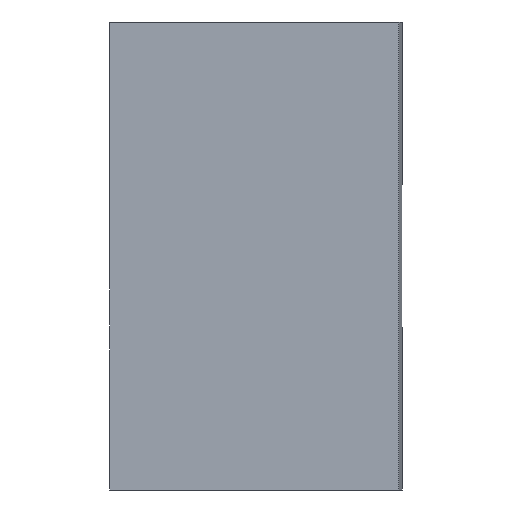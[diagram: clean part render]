
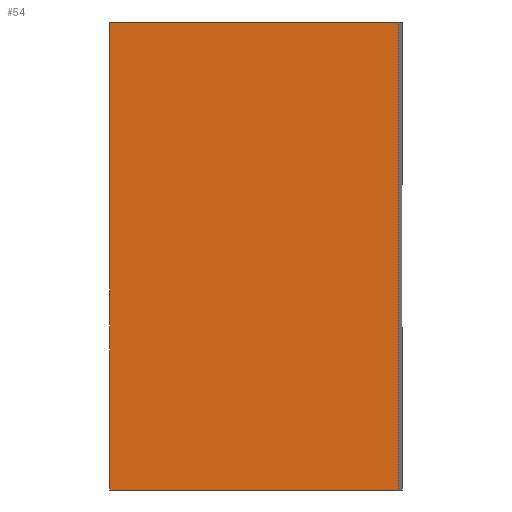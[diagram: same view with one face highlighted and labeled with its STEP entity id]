
A CAD part, left-side view. The second image highlights one B-rep face of the part: STEP entity #54.
In plain terms, the highlighted planar face has unit normal (-1, 0, 0).
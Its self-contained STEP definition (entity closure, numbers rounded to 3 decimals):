
#54 = ADVANCED_FACE( '', ( #107 ), #108, .F. );
#107 = FACE_OUTER_BOUND( '', #157, .T. );
#108 = PLANE( '', #158 );
#157 = EDGE_LOOP( '', ( #254, #255, #256, #257 ) );
#158 = AXIS2_PLACEMENT_3D( '', #258, #259, #260 );
#254 = ORIENTED_EDGE( '', *, *, #351, .T. );
#255 = ORIENTED_EDGE( '', *, *, #349, .F. );
#256 = ORIENTED_EDGE( '', *, *, #311, .F. );
#257 = ORIENTED_EDGE( '', *, *, #352, .T. );
#258 = CARTESIAN_POINT( '', ( 0., 0., 16. ) );
#259 = DIRECTION( '', ( 1., 0., 0. ) );
#260 = DIRECTION( '', ( 0., 0., -1. ) );
#311 = EDGE_CURVE( '', #364, #365, #366, .T. );
#349 = EDGE_CURVE( '', #365, #424, #426, .T. );
#351 = EDGE_CURVE( '', #428, #424, #429, .T. );
#352 = EDGE_CURVE( '', #364, #428, #430, .T. );
#364 = VERTEX_POINT( '', #443 );
#365 = VERTEX_POINT( '', #444 );
#366 = LINE( '', #445, #446 );
#424 = VERTEX_POINT( '', #548 );
#426 = LINE( '', #550, #551 );
#428 = VERTEX_POINT( '', #553 );
#429 = LINE( '', #554, #555 );
#430 = LINE( '', #556, #557 );
#443 = CARTESIAN_POINT( '', ( 0., 0., 16. ) );
#444 = CARTESIAN_POINT( '', ( 0., -19.774, 16. ) );
#445 = CARTESIAN_POINT( '', ( 0., 0., 16. ) );
#446 = VECTOR( '', #573, 1000. );
#548 = CARTESIAN_POINT( '', ( 0., -19.774, -16. ) );
#550 = CARTESIAN_POINT( '', ( 0., -19.774, 16. ) );
#551 = VECTOR( '', #619, 1000. );
#553 = CARTESIAN_POINT( '', ( 0., 0., -16. ) );
#554 = CARTESIAN_POINT( '', ( 0., 0., -16. ) );
#555 = VECTOR( '', #620, 1000. );
#556 = CARTESIAN_POINT( '', ( 0., 0., 16. ) );
#557 = VECTOR( '', #621, 1000. );
#573 = DIRECTION( '', ( 0., -1., 0. ) );
#619 = DIRECTION( '', ( 0., 0., -1. ) );
#620 = DIRECTION( '', ( 0., -1., 0. ) );
#621 = DIRECTION( '', ( 0., 0., -1. ) );
